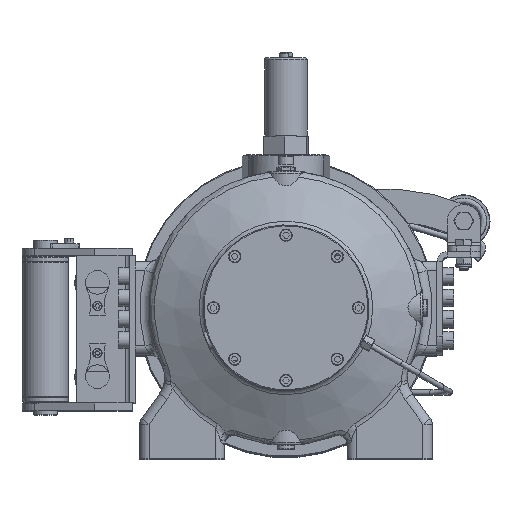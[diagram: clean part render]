
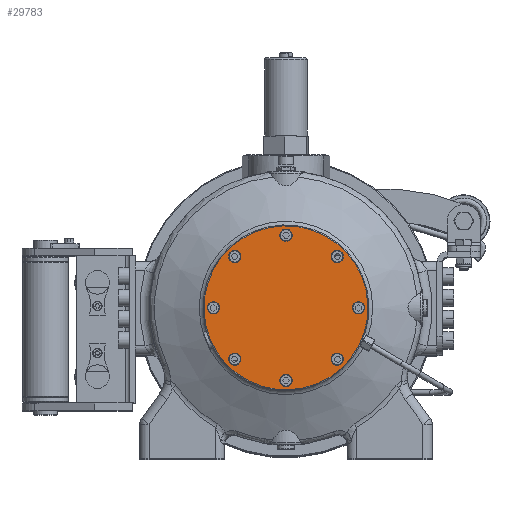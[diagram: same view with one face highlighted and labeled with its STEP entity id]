
A CAD part, top view. The second image highlights one B-rep face of the part: STEP entity #29783.
In plain terms, the highlighted planar face has unit normal (0, 0, 1).
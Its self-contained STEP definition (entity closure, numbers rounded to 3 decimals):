
#256=PLANE('',#32054);
#1009=FACE_BOUND('',#3442,.T.);
#1010=FACE_BOUND('',#3443,.T.);
#1011=FACE_BOUND('',#3444,.T.);
#1012=FACE_BOUND('',#3445,.T.);
#1013=FACE_BOUND('',#3446,.T.);
#1014=FACE_BOUND('',#3447,.T.);
#1015=FACE_BOUND('',#3448,.T.);
#1016=FACE_BOUND('',#3449,.T.);
#1881=FACE_OUTER_BOUND('',#3441,.T.);
#3441=EDGE_LOOP('',(#21942,#21943));
#3442=EDGE_LOOP('',(#21944));
#3443=EDGE_LOOP('',(#21945));
#3444=EDGE_LOOP('',(#21946));
#3445=EDGE_LOOP('',(#21947));
#3446=EDGE_LOOP('',(#21948));
#3447=EDGE_LOOP('',(#21949));
#3448=EDGE_LOOP('',(#21950));
#3449=EDGE_LOOP('',(#21951));
#10174=CIRCLE('',#32035,87.);
#10175=CIRCLE('',#32036,87.);
#10190=CIRCLE('',#32055,5.5);
#10191=CIRCLE('',#32056,5.5);
#10192=CIRCLE('',#32057,5.5);
#10193=CIRCLE('',#32058,5.5);
#10194=CIRCLE('',#32059,5.5);
#10195=CIRCLE('',#32060,5.5);
#10196=CIRCLE('',#32061,5.5);
#10197=CIRCLE('',#32062,5.5);
#12321=VERTEX_POINT('',#66906);
#12322=VERTEX_POINT('',#66908);
#12336=VERTEX_POINT('',#66943);
#12337=VERTEX_POINT('',#66945);
#12338=VERTEX_POINT('',#66947);
#12339=VERTEX_POINT('',#66949);
#12340=VERTEX_POINT('',#66951);
#12341=VERTEX_POINT('',#66953);
#12342=VERTEX_POINT('',#66955);
#12343=VERTEX_POINT('',#66957);
#16112=EDGE_CURVE('',#12322,#12321,#10174,.T.);
#16113=EDGE_CURVE('',#12321,#12322,#10175,.T.);
#16129=EDGE_CURVE('',#12336,#12336,#10190,.T.);
#16130=EDGE_CURVE('',#12337,#12337,#10191,.T.);
#16131=EDGE_CURVE('',#12338,#12338,#10192,.T.);
#16132=EDGE_CURVE('',#12339,#12339,#10193,.T.);
#16133=EDGE_CURVE('',#12340,#12340,#10194,.T.);
#16134=EDGE_CURVE('',#12341,#12341,#10195,.T.);
#16135=EDGE_CURVE('',#12342,#12342,#10196,.T.);
#16136=EDGE_CURVE('',#12343,#12343,#10197,.T.);
#21942=ORIENTED_EDGE('',*,*,#16112,.T.);
#21943=ORIENTED_EDGE('',*,*,#16113,.T.);
#21944=ORIENTED_EDGE('',*,*,#16129,.F.);
#21945=ORIENTED_EDGE('',*,*,#16130,.F.);
#21946=ORIENTED_EDGE('',*,*,#16131,.F.);
#21947=ORIENTED_EDGE('',*,*,#16132,.F.);
#21948=ORIENTED_EDGE('',*,*,#16133,.F.);
#21949=ORIENTED_EDGE('',*,*,#16134,.F.);
#21950=ORIENTED_EDGE('',*,*,#16135,.F.);
#21951=ORIENTED_EDGE('',*,*,#16136,.F.);
#29783=ADVANCED_FACE('',(#1881,#1009,#1010,#1011,#1012,#1013,#1014,#1015,
#1016),#256,.F.);
#32035=AXIS2_PLACEMENT_3D('',#66909,#36679,#36680);
#32036=AXIS2_PLACEMENT_3D('',#66910,#36681,#36682);
#32054=AXIS2_PLACEMENT_3D('',#66942,#36718,#36719);
#32055=AXIS2_PLACEMENT_3D('',#66944,#36720,#36721);
#32056=AXIS2_PLACEMENT_3D('',#66946,#36722,#36723);
#32057=AXIS2_PLACEMENT_3D('',#66948,#36724,#36725);
#32058=AXIS2_PLACEMENT_3D('',#66950,#36726,#36727);
#32059=AXIS2_PLACEMENT_3D('',#66952,#36728,#36729);
#32060=AXIS2_PLACEMENT_3D('',#66954,#36730,#36731);
#32061=AXIS2_PLACEMENT_3D('',#66956,#36732,#36733);
#32062=AXIS2_PLACEMENT_3D('',#66958,#36734,#36735);
#36679=DIRECTION('center_axis',(0.,0.,1.));
#36680=DIRECTION('ref_axis',(-0.924,-0.383,0.));
#36681=DIRECTION('center_axis',(0.,0.,1.));
#36682=DIRECTION('ref_axis',(-0.924,-0.383,0.));
#36718=DIRECTION('center_axis',(0.,0.,-1.));
#36719=DIRECTION('ref_axis',(-0.924,-0.383,0.));
#36720=DIRECTION('center_axis',(0.,0.,1.));
#36721=DIRECTION('ref_axis',(0.924,-0.383,0.));
#36722=DIRECTION('center_axis',(0.,0.,1.));
#36723=DIRECTION('ref_axis',(0.383,-0.924,0.));
#36724=DIRECTION('center_axis',(0.,0.,1.));
#36725=DIRECTION('ref_axis',(-0.383,-0.924,0.));
#36726=DIRECTION('center_axis',(0.,0.,1.));
#36727=DIRECTION('ref_axis',(-0.924,-0.383,0.));
#36728=DIRECTION('center_axis',(0.,0.,1.));
#36729=DIRECTION('ref_axis',(-0.924,0.383,0.));
#36730=DIRECTION('center_axis',(0.,0.,1.));
#36731=DIRECTION('ref_axis',(-0.383,0.924,0.));
#36732=DIRECTION('center_axis',(0.,0.,1.));
#36733=DIRECTION('ref_axis',(0.383,0.924,0.));
#36734=DIRECTION('center_axis',(0.,0.,1.));
#36735=DIRECTION('ref_axis',(0.924,0.383,0.));
#66906=CARTESIAN_POINT('',(80.378,33.293,271.7));
#66908=CARTESIAN_POINT('',(-80.378,-33.293,271.7));
#66909=CARTESIAN_POINT('Origin',(0.,0.,
271.7));
#66910=CARTESIAN_POINT('Origin',(0.,0.,
271.7));
#66942=CARTESIAN_POINT('Origin',(0.,0.,
271.7));
#66943=CARTESIAN_POINT('',(-5.081,79.105,271.7));
#66944=CARTESIAN_POINT('Origin',(0.,77.,271.7));
#66945=CARTESIAN_POINT('',(52.342,59.529,271.7));
#66946=CARTESIAN_POINT('Origin',(54.447,54.447,271.7));
#66947=CARTESIAN_POINT('',(79.105,5.081,271.7));
#66948=CARTESIAN_POINT('Origin',(77.,0.,271.7));
#66949=CARTESIAN_POINT('',(59.529,-52.342,271.7));
#66950=CARTESIAN_POINT('Origin',(54.447,-54.447,271.7));
#66951=CARTESIAN_POINT('',(5.081,-79.105,271.7));
#66952=CARTESIAN_POINT('Origin',(0.,-77.,271.7));
#66953=CARTESIAN_POINT('',(-52.342,-59.529,271.7));
#66954=CARTESIAN_POINT('Origin',(-54.447,-54.447,271.7));
#66955=CARTESIAN_POINT('',(-79.105,-5.081,271.7));
#66956=CARTESIAN_POINT('Origin',(-77.,0.,271.7));
#66957=CARTESIAN_POINT('',(-59.529,52.342,271.7));
#66958=CARTESIAN_POINT('Origin',(-54.447,54.447,271.7));
